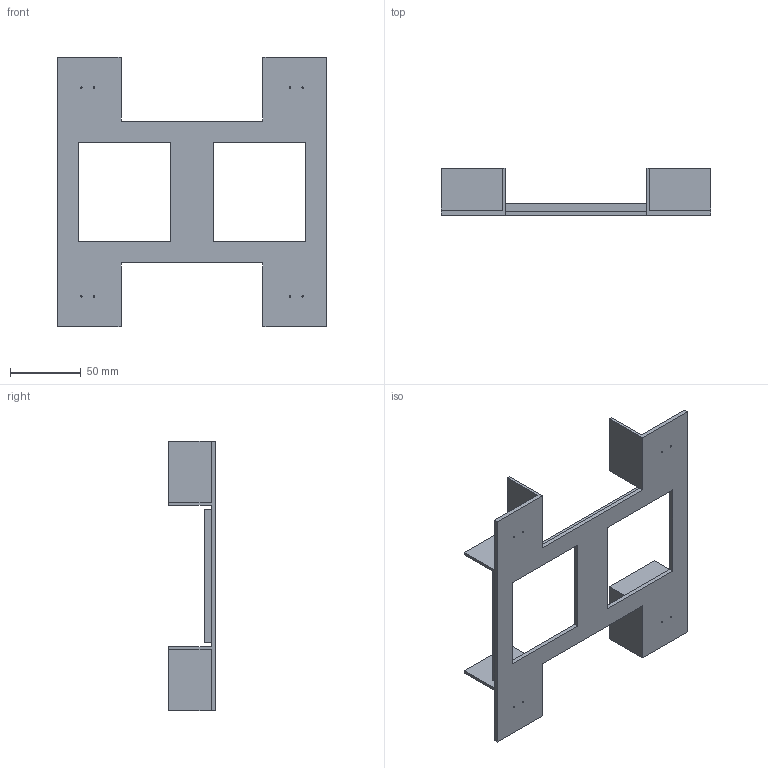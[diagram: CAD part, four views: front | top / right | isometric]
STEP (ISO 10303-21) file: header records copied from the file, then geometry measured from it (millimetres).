
FILE_DESCRIPTION (( 'STEP AP203' ), '1' );
FILE_NAME ('Solar Panel Carrier.STEP', '2024-04-06T17:29:28', ( '' ), ( '' ), 'SwSTEP 2.0', 'SolidWorks 2023', '' );
FILE_SCHEMA (( 'CONFIG_CONTROL_DESIGN' ));
Length unit declared in the file: millimetre
Products named in the file (1): Solar Panel Carrier
Bounding box: 190 x 33 x 190 mm (x, y, z)
Volume: 80581.2 mm3; surface area: 67582.8 mm2
Topology: 1 solids, 1 shells, 68 faces, 188 edges, 124 vertices
Faces by surface type: plane 52, cylinder 16
Entity records: 2269 total; most frequent: CARTESIAN_POINT 381, ORIENTED_EDGE 376, DIRECTION 358, EDGE_CURVE 188, VECTOR 156, LINE 156, VERTEX_POINT 124, AXIS2_PLACEMENT_3D 101
